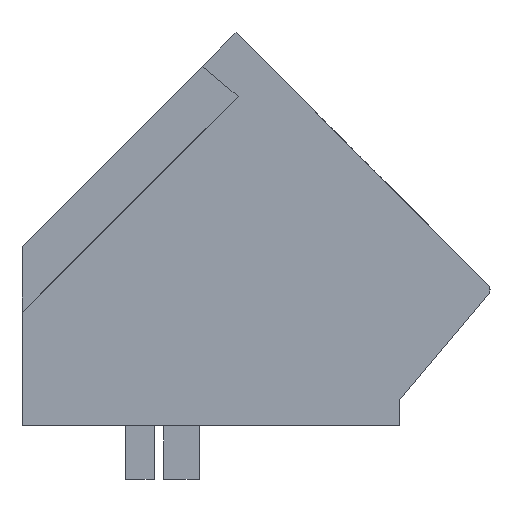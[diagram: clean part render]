
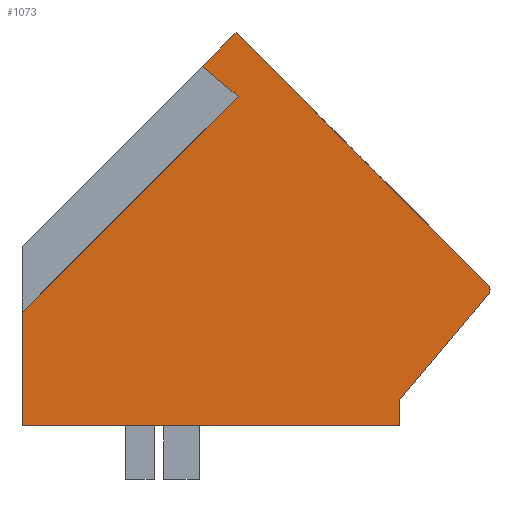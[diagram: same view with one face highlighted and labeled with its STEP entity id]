
A CAD part, left-side view. The second image highlights one B-rep face of the part: STEP entity #1073.
In plain terms, the highlighted planar face has unit normal (-1, 0, 0).
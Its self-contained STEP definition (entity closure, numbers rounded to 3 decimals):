
#1029=AXIS2_PLACEMENT_3D('Plane Axis2P3D',#1026,#1027,#1028) ;
#1059=AXIS2_PLACEMENT_3D('Circle Axis2P3D',#1057,#1058,$) ;
#172=CARTESIAN_POINT('Vertex',(0.,8.05,11.559)) ;
#175=CARTESIAN_POINT('Line Origine',(0.,7.58,12.03)) ;
#179=CARTESIAN_POINT('Vertex',(0.,7.11,12.5)) ;
#293=CARTESIAN_POINT('Line Origine',(0.,7.823,1.5)) ;
#297=CARTESIAN_POINT('Vertex',(0.,13.1,1.5)) ;
#299=CARTESIAN_POINT('Vertex',(0.,2.546,1.5)) ;
#824=CARTESIAN_POINT('Vertex',(0.,13.1,4.671)) ;
#827=CARTESIAN_POINT('Line Origine',(0.,10.075,7.696)) ;
#831=CARTESIAN_POINT('Vertex',(0.,7.051,10.721)) ;
#858=CARTESIAN_POINT('Line Origine',(0.,7.551,11.14)) ;
#1026=CARTESIAN_POINT('Axis2P3D Location',(0.,13.1,-1.7)) ;
#1031=CARTESIAN_POINT('Line Origine',(0.,3.584,8.974)) ;
#1035=CARTESIAN_POINT('Vertex',(0.,0.059,5.449)) ;
#1038=CARTESIAN_POINT('Line Origine',(0.,13.1,3.086)) ;
#1043=CARTESIAN_POINT('Line Origine',(0.,2.546,1.85)) ;
#1047=CARTESIAN_POINT('Vertex',(0.,2.546,2.2)) ;
#1050=CARTESIAN_POINT('Line Origine',(0.,1.297,3.689)) ;
#1054=CARTESIAN_POINT('Vertex',(0.,0.047,5.179)) ;
#1057=CARTESIAN_POINT('Axis2P3D Location',(0.,0.2,5.307)) ;
#176=DIRECTION('Vector Direction',(0.,0.707,-0.707)) ;
#294=DIRECTION('Vector Direction',(0.,-1.,0.)) ;
#828=DIRECTION('Vector Direction',(0.,0.707,-0.707)) ;
#859=DIRECTION('Vector Direction',(0.,-0.766,-0.643)) ;
#1027=DIRECTION('Axis2P3D Direction',(-1.,0.,0.)) ;
#1028=DIRECTION('Axis2P3D XDirection',(0.,-1.,0.)) ;
#1032=DIRECTION('Vector Direction',(0.,0.707,0.707)) ;
#1039=DIRECTION('Vector Direction',(0.,0.,-1.)) ;
#1044=DIRECTION('Vector Direction',(0.,0.,1.)) ;
#1051=DIRECTION('Vector Direction',(0.,-0.643,0.766)) ;
#1058=DIRECTION('Axis2P3D Direction',(-1.,0.,0.)) ;
#177=VECTOR('Line Direction',#176,1.) ;
#295=VECTOR('Line Direction',#294,1.) ;
#829=VECTOR('Line Direction',#828,1.) ;
#860=VECTOR('Line Direction',#859,1.) ;
#1033=VECTOR('Line Direction',#1032,1.) ;
#1040=VECTOR('Line Direction',#1039,1.) ;
#1045=VECTOR('Line Direction',#1044,1.) ;
#1052=VECTOR('Line Direction',#1051,1.) ;
#1063=ORIENTED_EDGE('',*,*,#1037,.T.) ;
#1064=ORIENTED_EDGE('',*,*,#181,.T.) ;
#1065=ORIENTED_EDGE('',*,*,#862,.T.) ;
#1066=ORIENTED_EDGE('',*,*,#833,.T.) ;
#1067=ORIENTED_EDGE('',*,*,#1042,.T.) ;
#1068=ORIENTED_EDGE('',*,*,#301,.T.) ;
#1069=ORIENTED_EDGE('',*,*,#1049,.T.) ;
#1070=ORIENTED_EDGE('',*,*,#1056,.T.) ;
#1071=ORIENTED_EDGE('',*,*,#1061,.F.) ;
#1073=ADVANCED_FACE('HOUSING',(#1072),#1030,.T.) ;
#1060=CIRCLE('generated circle',#1059,0.2) ;
#181=EDGE_CURVE('',#180,#173,#178,.T.) ;
#301=EDGE_CURVE('',#298,#300,#296,.T.) ;
#833=EDGE_CURVE('',#832,#825,#830,.T.) ;
#862=EDGE_CURVE('',#173,#832,#861,.T.) ;
#1037=EDGE_CURVE('',#1036,#180,#1034,.T.) ;
#1042=EDGE_CURVE('',#825,#298,#1041,.T.) ;
#1049=EDGE_CURVE('',#300,#1048,#1046,.T.) ;
#1056=EDGE_CURVE('',#1048,#1055,#1053,.T.) ;
#1061=EDGE_CURVE('',#1036,#1055,#1060,.F.) ;
#1062=EDGE_LOOP('',(#1063,#1064,#1065,#1066,#1067,#1068,#1069,#1070,#1071)) ;
#1072=FACE_OUTER_BOUND('',#1062,.T.) ;
#178=LINE('Line',#175,#177) ;
#296=LINE('Line',#293,#295) ;
#830=LINE('Line',#827,#829) ;
#861=LINE('Line',#858,#860) ;
#1034=LINE('Line',#1031,#1033) ;
#1041=LINE('Line',#1038,#1040) ;
#1046=LINE('Line',#1043,#1045) ;
#1053=LINE('Line',#1050,#1052) ;
#1030=PLANE('',#1029) ;
#173=VERTEX_POINT('',#172) ;
#180=VERTEX_POINT('',#179) ;
#298=VERTEX_POINT('',#297) ;
#300=VERTEX_POINT('',#299) ;
#825=VERTEX_POINT('',#824) ;
#832=VERTEX_POINT('',#831) ;
#1036=VERTEX_POINT('',#1035) ;
#1048=VERTEX_POINT('',#1047) ;
#1055=VERTEX_POINT('',#1054) ;
